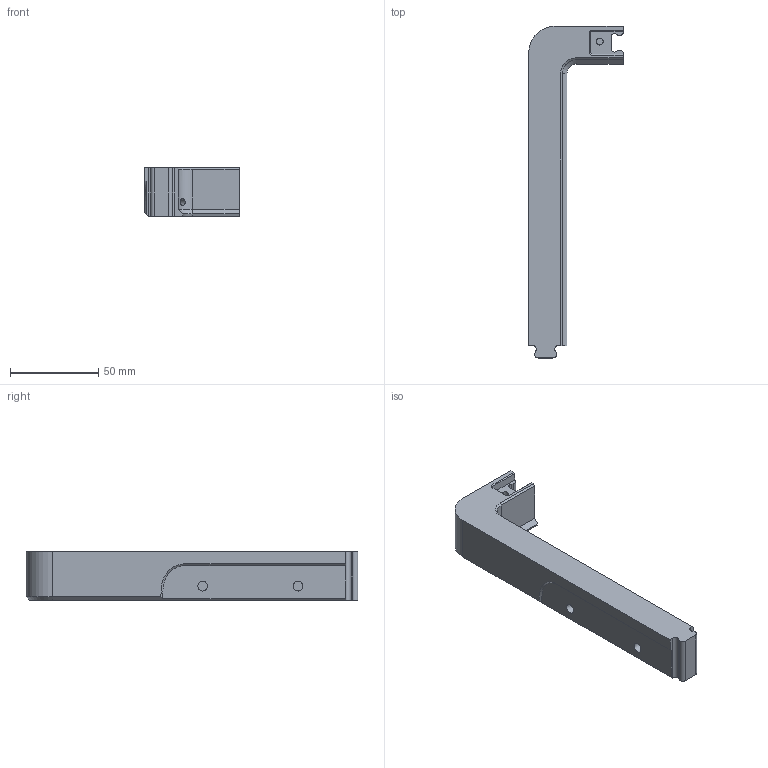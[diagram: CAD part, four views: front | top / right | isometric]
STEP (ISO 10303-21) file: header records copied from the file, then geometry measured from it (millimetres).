
FILE_DESCRIPTION(/* description */ (''),/* implementation_level */ '2;1');
FILE_NAME(/* name */ 'front-left.step',/* time_stamp */ '2025-09-26T14:22:48-04:00',/* author */ (''),/* organization */ (''),/* preprocessor_version */ 'ST-DEVELOPER v20.1',/* originating_system */ 'Autodesk Translation Framework v14.17.0.0',/* authorisation */ '');
FILE_SCHEMA (('AUTOMOTIVE_DESIGN { 1 0 10303 214 3 1 1 }'));
Length unit declared in the file: millimetre
Products named in the file (1): front-left
Bounding box: 53.5 x 187.93 x 27.5 mm (x, y, z)
Volume: 109279.4 mm3; surface area: 22367.4 mm2
Topology: 1 solids, 1 shells, 62 faces, 156 edges, 101 vertices
Faces by surface type: plane 38, cylinder 17, cone 6, bspline 1
Full cylindrical faces by diameter (mm): 3.9 x3, 5.5 x2
Entity records: 2001 total; most frequent: CARTESIAN_POINT 458, ORIENTED_EDGE 312, DIRECTION 312, EDGE_CURVE 156, LINE 110, VECTOR 110, VERTEX_POINT 101, AXIS2_PLACEMENT_3D 101
